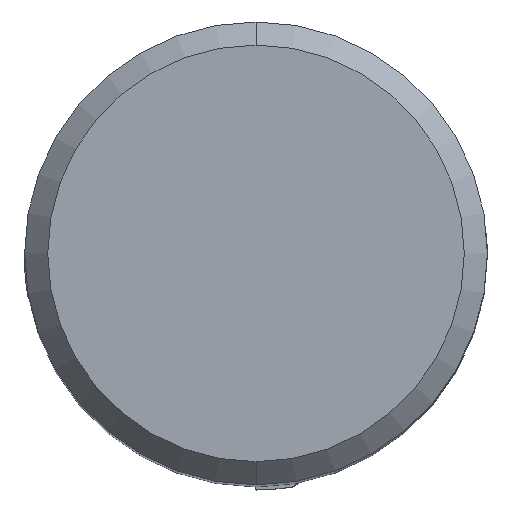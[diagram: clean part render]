
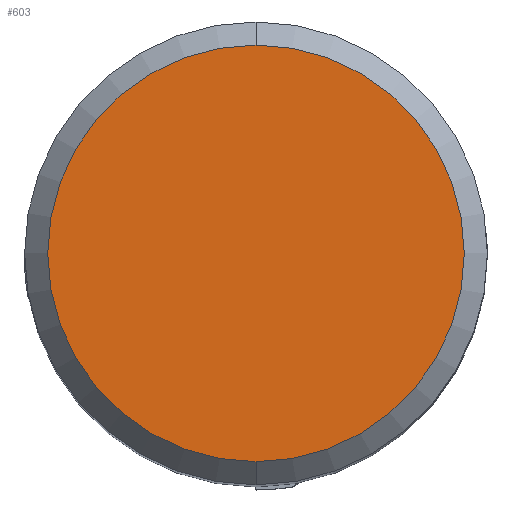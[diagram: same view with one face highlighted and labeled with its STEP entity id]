
A CAD part, top view. The second image highlights one B-rep face of the part: STEP entity #603.
In plain terms, the highlighted planar face has unit normal (0, 0, 1).
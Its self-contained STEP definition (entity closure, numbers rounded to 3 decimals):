
#583=EDGE_CURVE('',#889,#973,#1531,.T.);
#603=ADVANCED_FACE('',(#1554),#1555,.T.);
#889=VERTEX_POINT('',#1868);
#973=VERTEX_POINT('',#1959);
#1361=EDGE_CURVE('',#973,#889,#2384,.T.);
#1531=CIRCLE('',#2729,5.4);
#1554=FACE_OUTER_BOUND('',#2809,.T.);
#1555=PLANE('',#2810);
#1868=CARTESIAN_POINT('',(0.,-5.4,0.0));
#1959=CARTESIAN_POINT('',(0.0,5.4,0.0));
#2384=CIRCLE('',#5291,5.4);
#2729=AXIS2_PLACEMENT_3D('',#5647,#5648,#5649);
#2809=EDGE_LOOP('',(#5687,#5688));
#2810=AXIS2_PLACEMENT_3D('',#5689,#5690,#5691);
#5291=AXIS2_PLACEMENT_3D('',#6594,#6595,#6596);
#5647=CARTESIAN_POINT('',(0.0,0.0,0.0));
#5648=DIRECTION('',(0.0,0.0,-1.0));
#5649=DIRECTION('',(0.0,1.0,0.0));
#5687=ORIENTED_EDGE('',*,*,#1361,.F.);
#5688=ORIENTED_EDGE('',*,*,#583,.F.);
#5689=CARTESIAN_POINT('',(0.0,2.7,0.0));
#5690=DIRECTION('',(-0.0,0.0,1.0));
#5691=DIRECTION('',(0.0,-1.0,0.0));
#6594=CARTESIAN_POINT('',(0.0,0.0,0.0));
#6595=DIRECTION('',(0.0,0.0,-1.0));
#6596=DIRECTION('',(0.0,1.0,0.0));
